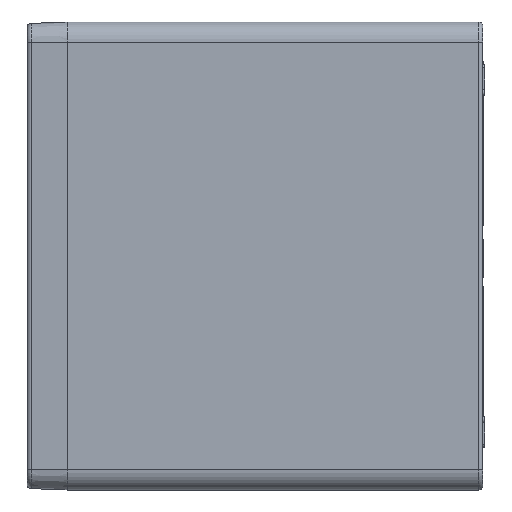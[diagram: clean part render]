
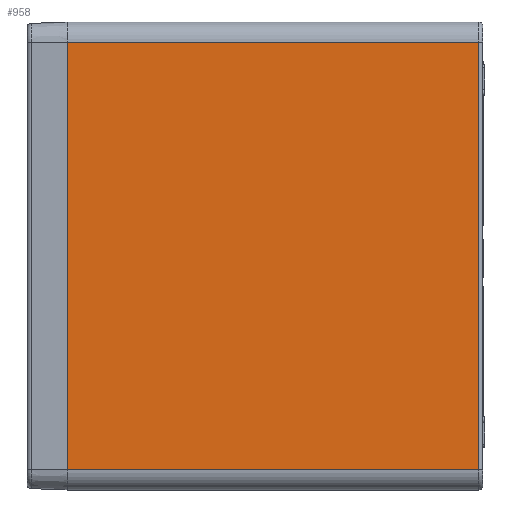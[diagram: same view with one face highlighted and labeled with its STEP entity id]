
A CAD part, left-side view. The second image highlights one B-rep face of the part: STEP entity #958.
In plain terms, the highlighted planar face has unit normal (-1, 0, 0).
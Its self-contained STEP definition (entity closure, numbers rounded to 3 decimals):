
#958 = ADVANCED_FACE ( 'NONE', ( #42847 ), #44576, .T. ) ;
#996 = EDGE_CURVE ( 'NONE', #5759, #5115, #53046, .T. ) ;
#1011 = EDGE_CURVE ( 'NONE', #5249, #5414, #53051, .T. ) ;
#1047 = EDGE_CURVE ( 'NONE', #5115, #5414, #53065, .T. ) ;
#1119 = EDGE_CURVE ( 'NONE', #5249, #5759, #53095, .T. ) ;
#5115 = VERTEX_POINT ( 'NONE', #16432 ) ;
#5249 = VERTEX_POINT ( 'NONE', #16106 ) ;
#5414 = VERTEX_POINT ( 'NONE', #15695 ) ;
#5759 = VERTEX_POINT ( 'NONE', #14850 ) ;
#11479 = AXIS2_PLACEMENT_3D ( 'NONE', #44563, #44559, #44558 ) ;
#11516 = VECTOR ( 'NONE', #45260, 1000. ) ;
#11533 = VECTOR ( 'NONE', #45188, 1000. ) ;
#11563 = VECTOR ( 'NONE', #44838, 1000. ) ;
#11640 = VECTOR ( 'NONE', #43262, 1000. ) ;
#14850 = CARTESIAN_POINT ( 'NONE',  ( -200., -202., -105. ) ) ;
#15695 = CARTESIAN_POINT ( 'NONE',  ( -200., 0., 105. ) ) ;
#16106 = CARTESIAN_POINT ( 'NONE',  ( -200., 0., -105. ) ) ;
#16432 = CARTESIAN_POINT ( 'NONE',  ( -200., -202., 105. ) ) ;
#42189 = ORIENTED_EDGE ( 'NONE', *, *, #1119, .T. ) ;
#42362 = ORIENTED_EDGE ( 'NONE', *, *, #1011, .F. ) ;
#42449 = ORIENTED_EDGE ( 'NONE', *, *, #1047, .T. ) ;
#42469 = ORIENTED_EDGE ( 'NONE', *, *, #996, .T. ) ;
#42847 = FACE_OUTER_BOUND ( 'NONE', #56278, .T. ) ;
#43262 = DIRECTION ( 'NONE',  ( 0., -1., 0. ) ) ;
#43264 = CARTESIAN_POINT ( 'NONE',  ( -200., -204., -105. ) ) ;
#44558 = DIRECTION ( 'NONE',  ( 0., 0., 1. ) ) ;
#44559 = DIRECTION ( 'NONE',  ( -1., 0., 0. ) ) ;
#44563 = CARTESIAN_POINT ( 'NONE',  ( -200., -204., -115. ) ) ;
#44576 = PLANE ( 'NONE',  #11479 ) ;
#44838 = DIRECTION ( 'NONE',  ( 0., 1., 0. ) ) ;
#44839 = CARTESIAN_POINT ( 'NONE',  ( -200., -204., 105. ) ) ;
#45188 = DIRECTION ( 'NONE',  ( 0., 0., 1. ) ) ;
#45189 = CARTESIAN_POINT ( 'NONE',  ( -200., 0., -115. ) ) ;
#45260 = DIRECTION ( 'NONE',  ( 0., 0., 1. ) ) ;
#45261 = CARTESIAN_POINT ( 'NONE',  ( -200., -202., 105. ) ) ;
#53046 = LINE ( 'NONE', #45261, #11516 ) ;
#53051 = LINE ( 'NONE', #45189, #11533 ) ;
#53065 = LINE ( 'NONE', #44839, #11563 ) ;
#53095 = LINE ( 'NONE', #43264, #11640 ) ;
#56278 = EDGE_LOOP ( 'NONE', ( #42189, #42469, #42449, #42362 ) ) ;
